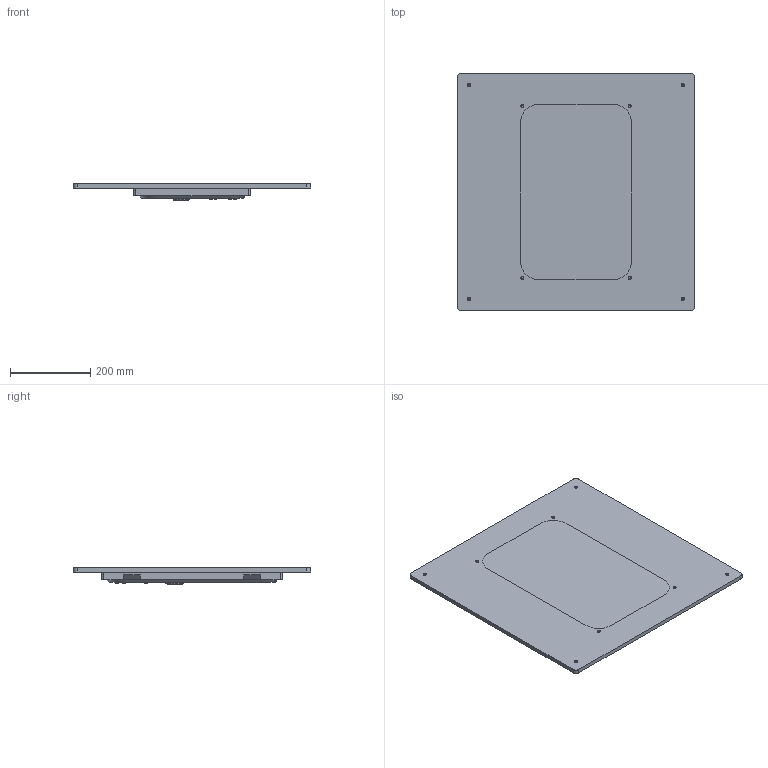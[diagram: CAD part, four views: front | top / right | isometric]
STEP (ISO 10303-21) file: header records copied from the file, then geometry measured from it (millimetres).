
FILE_DESCRIPTION (( 'STEP AP203' ), '1' );
FILE_NAME ('MISTI DT.STEP', '2024-08-14T09:34:09', ( '' ), ( '' ), 'SwSTEP 2.0', 'SolidWorks 2024', '' );
FILE_SCHEMA (( 'CONFIG_CONTROL_DESIGN' ));
Length unit declared in the file: millimetre
Products named in the file (13): задник; корпус мембраны; Данте; кольцо стеклотекст; hex socket head screws_iso_ISO 14586 - ST3.5 x 22-C-N; резьбовая заклепка; Адаптер; 1Экс Низ.; винт мебельный 6_25; MISTI DT; резьбовая вставка; hex tapping screws_iso_Tapping Screw ISO 14585 - ST3.5 x 9.5-C-N; мембрана
Assembly tree (41 placements, depth 2):
  MISTI DT
    задник
    корпус мембраны
    мембрана
    1Экс Низ.
    резьбовая заклепка  x4
    hex tapping screws_iso_Tapping Screw ISO 14585 - ST3.5 x 9.5-C-N  x14
    кольцо стеклотекст
    hex socket head screws_iso_ISO 14586 - ST3.5 x 22-C-N  x4
    резьбовая вставка  x8
    винт мебельный 6_25  x4
    Данте
    Адаптер
Bounding box: 590 x 590 x 40.1 mm (x, y, z)
Volume: 3918410.1 mm3; surface area: 1325320.4 mm2
Topology: 42 solids, 43 shells, 1636 faces, 3772 edges, 2283 vertices
Faces by surface type: plane 679, cylinder 566, cone 243, torus 84, bspline 36, sphere 28
Entity records: 32232 total; most frequent: DIRECTION 5593, CARTESIAN_POINT 5225, ORIENTED_EDGE 4912, EDGE_CURVE 2456, AXIS2_PLACEMENT_3D 2131, VERTEX_POINT 1547, VECTOR 1331, LINE 1331
